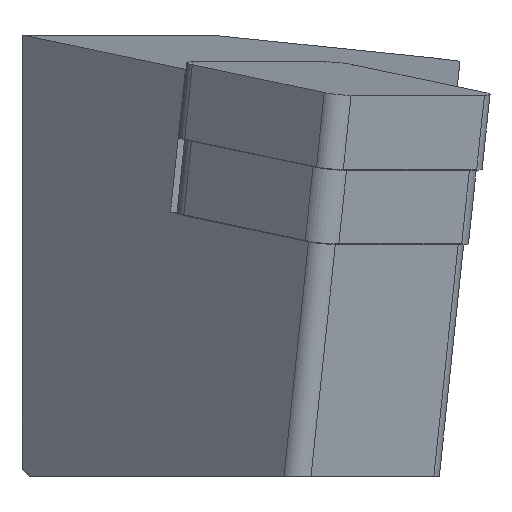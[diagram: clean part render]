
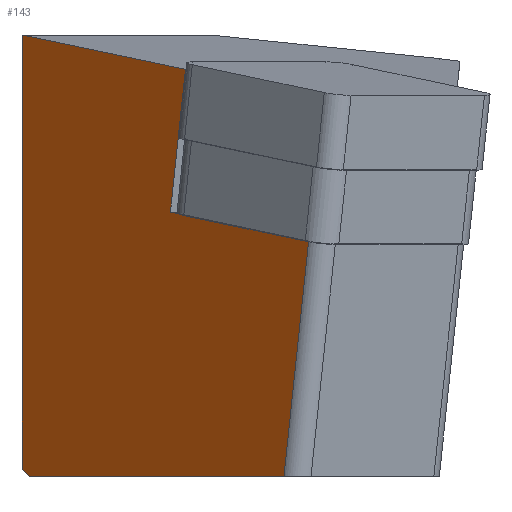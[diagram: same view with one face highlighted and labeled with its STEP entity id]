
A CAD part, left-side view. The second image highlights one B-rep face of the part: STEP entity #143.
In plain terms, the highlighted planar face has unit normal (-0.707, 0.707, 0).
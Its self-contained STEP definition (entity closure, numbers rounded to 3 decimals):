
#143=ADVANCED_FACE('',(#244),#201,.F.);
#201=PLANE('',#1116);
#244=FACE_OUTER_BOUND('',#302,.T.);
#302=EDGE_LOOP('',(#604,#605,#606,#607,#608,#609,#610,#611,#612));
#356=LINE('',#1476,#466);
#367=LINE('',#1501,#477);
#375=LINE('',#1516,#485);
#376=LINE('',#1518,#486);
#377=LINE('',#1520,#487);
#378=LINE('',#1522,#488);
#379=LINE('',#1524,#489);
#380=LINE('',#1526,#490);
#381=LINE('',#1528,#491);
#466=VECTOR('',#1197,1.);
#477=VECTOR('',#1216,1.);
#485=VECTOR('',#1226,1.);
#486=VECTOR('',#1229,1.);
#487=VECTOR('',#1230,1.);
#488=VECTOR('',#1231,1.);
#489=VECTOR('',#1232,1.);
#490=VECTOR('',#1233,1.);
#491=VECTOR('',#1234,1.);
#604=ORIENTED_EDGE('',*,*,#967,.T.);
#605=ORIENTED_EDGE('',*,*,#946,.T.);
#606=ORIENTED_EDGE('',*,*,#958,.T.);
#607=ORIENTED_EDGE('',*,*,#966,.F.);
#608=ORIENTED_EDGE('',*,*,#968,.F.);
#609=ORIENTED_EDGE('',*,*,#969,.F.);
#610=ORIENTED_EDGE('',*,*,#970,.F.);
#611=ORIENTED_EDGE('',*,*,#971,.F.);
#612=ORIENTED_EDGE('',*,*,#972,.F.);
#858=VERTEX_POINT('',#1473);
#859=VERTEX_POINT('',#1475);
#869=VERTEX_POINT('',#1500);
#875=VERTEX_POINT('',#1515);
#876=VERTEX_POINT('',#1519);
#877=VERTEX_POINT('',#1521);
#878=VERTEX_POINT('',#1523);
#879=VERTEX_POINT('',#1525);
#880=VERTEX_POINT('',#1527);
#946=EDGE_CURVE('',#858,#859,#356,.T.);
#958=EDGE_CURVE('',#859,#869,#367,.T.);
#966=EDGE_CURVE('',#875,#869,#375,.T.);
#967=EDGE_CURVE('',#876,#858,#376,.T.);
#968=EDGE_CURVE('',#877,#875,#377,.T.);
#969=EDGE_CURVE('',#878,#877,#378,.T.);
#970=EDGE_CURVE('',#879,#878,#379,.T.);
#971=EDGE_CURVE('',#880,#879,#380,.T.);
#972=EDGE_CURVE('',#876,#880,#381,.T.);
#1116=AXIS2_PLACEMENT_3D('',#1529,#1235,#1236);
#1197=DIRECTION('',(0.699,0.699,0.147));
#1216=DIRECTION('',(-0.105,-0.104,0.989));
#1226=DIRECTION('',(-0.699,-0.699,-0.147));
#1229=DIRECTION('',(0.699,0.699,0.147));
#1230=DIRECTION('',(-0.707,-0.707,0.));
#1231=DIRECTION('',(-0.001,0.,1.));
#1232=DIRECTION('',(0.577,0.577,0.577));
#1233=DIRECTION('',(0.707,0.707,0.));
#1234=DIRECTION('',(0.105,0.104,-0.989));
#1235=DIRECTION('',(0.707,-0.707,0.));
#1236=DIRECTION('',(0.707,0.707,0.));
#1473=CARTESIAN_POINT('',(7.189,-6.516,-4.962));
#1475=CARTESIAN_POINT('',(7.468,-6.236,-4.903));
#1476=CARTESIAN_POINT('',(1.664,-12.042,-6.126));
#1500=CARTESIAN_POINT('',(6.835,-6.866,1.091));
#1501=CARTESIAN_POINT('',(5.9,-7.796,9.933));
#1515=CARTESIAN_POINT('',(13.519,-0.182,2.5));
#1516=CARTESIAN_POINT('',(1.03,-12.672,-0.133));
#1518=CARTESIAN_POINT('',(1.664,-12.042,-6.126));
#1519=CARTESIAN_POINT('',(1.664,-12.042,-6.126));
#1520=CARTESIAN_POINT('',(5.168,-8.532,2.5));
#1521=CARTESIAN_POINT('',(13.7,0.,2.5));
#1522=CARTESIAN_POINT('',(13.725,0.,-39.394));
#1523=CARTESIAN_POINT('',(13.711,0.,-15.7));
#1524=CARTESIAN_POINT('',(0.124,-13.595,-29.295));
#1525=CARTESIAN_POINT('',(13.411,-0.3,-16.));
#1526=CARTESIAN_POINT('',(5.173,-8.538,-16.));
#1527=CARTESIAN_POINT('',(2.707,-11.004,-16.));
#1528=CARTESIAN_POINT('',(5.18,-8.545,-39.399));
#1529=CARTESIAN_POINT('',(5.18,-8.545,-39.399));
